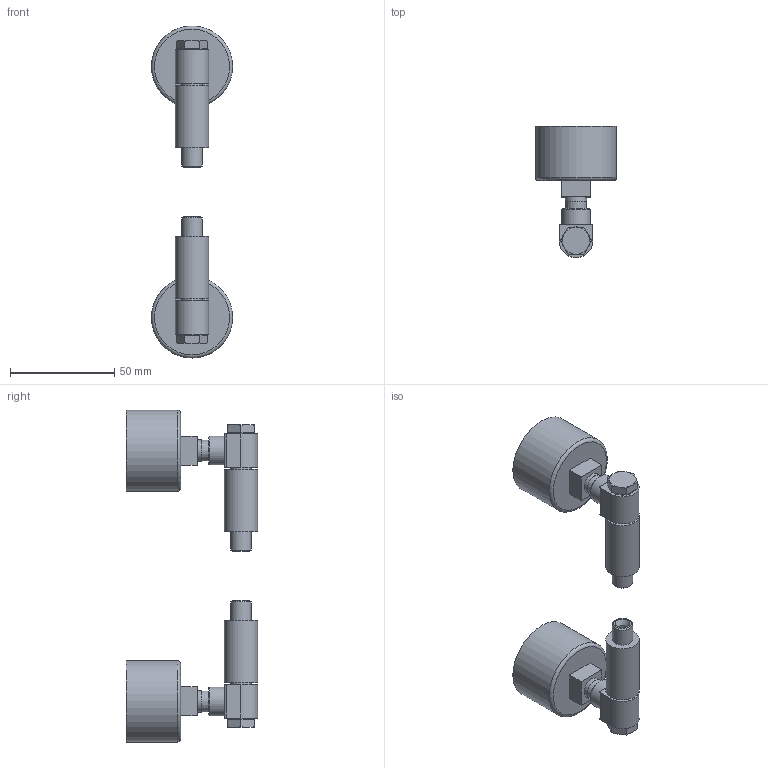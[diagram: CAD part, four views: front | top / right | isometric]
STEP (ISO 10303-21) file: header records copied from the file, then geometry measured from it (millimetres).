
FILE_DESCRIPTION(/* description */ ('STEP AP214'),/* implementation_level */ '2;1');
FILE_NAME(/* name */ '526097_DPA-63-16-MA-SET',/* time_stamp */ '2024-08-15T10:07:21+02:00',/* author */ ('License CC BY-ND 4.0'),/* organization */ ('CADENAS'),/* preprocessor_version */ 'ST-DEVELOPER v19.3',/* originating_system */ 'PARTsolutions',/* authorisation */ ' ');
FILE_SCHEMA (('AUTOMOTIVE_DESIGN {1 0 10303 214 3 1 1}'));
Length unit declared in the file: millimetre
Products named in the file (6): 526097 DPA-63-16-MA-SET; 338849 LJK-1/8  (63-16)p; 4596 VT-1/8-3 (63-16)p; 397670 DPA-63-16p; 529046 MA-40-16-1/8-EN-DPA; 526167 MA-40-25-1/8-EN
Assembly tree (8 placements, depth 2):
  526097 DPA-63-16-MA-SET
    338849 LJK-1/8  (63-16)p  x2
    4596 VT-1/8-3 (63-16)p  x2
    397670 DPA-63-16p  x2
    529046 MA-40-16-1/8-EN-DPA
    526167 MA-40-25-1/8-EN
Bounding box: 39 x 63 x 159.4 mm (x, y, z)
Volume: 87337 mm3; surface area: 28108.5 mm2
Topology: 8 solids, 8 shells, 164 faces, 326 edges, 204 vertices
Faces by surface type: plane 68, cylinder 50, cone 30, torus 16
Full cylindrical faces by diameter (mm): 3 x12, 4 x2, 8 x6, 8.566 x2, 9.728 x8, 9.8 x2, 10.2 x2, 13.3 x4, 13.8 x2, 16 x2, 39 x2
Entity records: 2601 total; most frequent: CARTESIAN_POINT 590, DIRECTION 396, ORIENTED_EDGE 284, FACE_BOUND 175, EDGE_LOOP 174, AXIS2_PLACEMENT_3D 174, EDGE_CURVE 142, VERTEX_POINT 117
